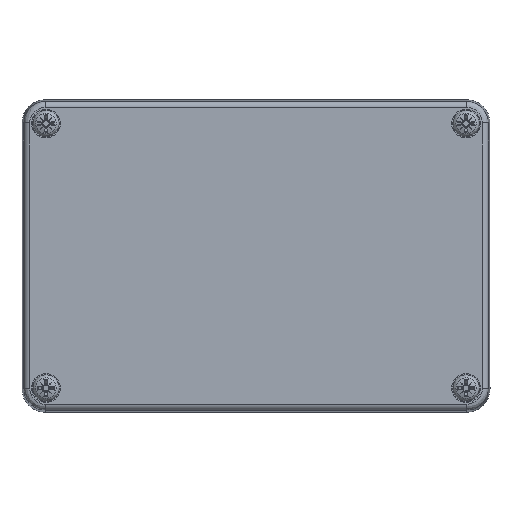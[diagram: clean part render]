
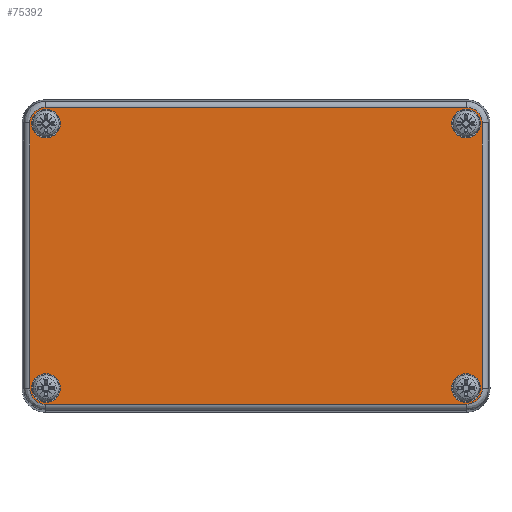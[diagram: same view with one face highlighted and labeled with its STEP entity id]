
A CAD part, top view. The second image highlights one B-rep face of the part: STEP entity #75392.
In plain terms, the highlighted planar face has unit normal (0, 0, 1).
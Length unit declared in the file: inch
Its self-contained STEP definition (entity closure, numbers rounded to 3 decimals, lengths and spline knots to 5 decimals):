
#705 = DIRECTION ( 'NONE',  ( -1., 0., 0. ) ) ;
#1358 = LINE ( 'NONE', #70506, #64111 ) ;
#2404 = DIRECTION ( 'NONE',  ( 0., 0., 1. ) ) ;
#2680 = DIRECTION ( 'NONE',  ( -1., 0., 0. ) ) ;
#2836 = DIRECTION ( 'NONE',  ( -1., 0., 0. ) ) ;
#3916 = ORIENTED_EDGE ( 'NONE', *, *, #43395, .F. ) ;
#5345 = AXIS2_PLACEMENT_3D ( 'NONE', #62612, #2404, #2680 ) ;
#8031 = CARTESIAN_POINT ( 'NONE',  ( 2.28946, -1.43679, 1.1811 ) ) ;
#9041 = ORIENTED_EDGE ( 'NONE', *, *, #61586, .F. ) ;
#9491 = LINE ( 'NONE', #66384, #12602 ) ;
#10313 = LINE ( 'NONE', #50510, #86663 ) ;
#10631 = EDGE_CURVE ( 'NONE', #47174, #42444, #51392, .T. ) ;
#11131 = CARTESIAN_POINT ( 'NONE',  ( 2.28946, 1.43679, 1.1811 ) ) ;
#11964 = EDGE_LOOP ( 'NONE', ( #52190 ) ) ;
#12280 = FACE_BOUND ( 'NONE', #31562, .T. ) ;
#12602 = VECTOR ( 'NONE', #47351, 39.37008 ) ;
#12976 = CARTESIAN_POINT ( 'NONE',  ( 2.12598, -1.33858, 1.1811 ) ) ;
#16757 = DIRECTION ( 'NONE',  ( 1., 0., 0. ) ) ;
#16902 = AXIS2_PLACEMENT_3D ( 'NONE', #47508, #86681, #705 ) ;
#17146 = EDGE_CURVE ( 'NONE', #47902, #78443, #9491, .T. ) ;
#17417 = VERTEX_POINT ( 'NONE', #41573 ) ;
#17735 = VERTEX_POINT ( 'NONE', #79956 ) ;
#18181 = CARTESIAN_POINT ( 'NONE',  ( 2.13189, 1.50206, 1.1811 ) ) ;
#18773 = CARTESIAN_POINT ( 'NONE',  ( 2.22419, 1.50206, 1.1811 ) ) ;
#19474 = CARTESIAN_POINT ( 'NONE',  ( -2.27165, -1.33858, 1.1811 ) ) ;
#19781 = CARTESIAN_POINT ( 'NONE',  ( 2.13189, -1.50206, 1.1811 ) ) ;
#20719 =( BOUNDED_CURVE ( )  B_SPLINE_CURVE ( 3, ( #28697, #35710, #82449, #29273 ),
 .UNSPECIFIED., .F., .T. ) 
 B_SPLINE_CURVE_WITH_KNOTS ( ( 4, 4 ),
 ( 0., 1. ),
 .UNSPECIFIED. ) 
 CURVE ( )  GEOMETRIC_REPRESENTATION_ITEM ( )  RATIONAL_B_SPLINE_CURVE ( ( 1., 0.805, 0.805, 1. ) ) 
 REPRESENTATION_ITEM ( '' )  );
#21241 = CARTESIAN_POINT ( 'NONE',  ( -2.28946, 1.43679, 1.1811 ) ) ;
#27003 = DIRECTION ( 'NONE',  ( 0., 0., 1. ) ) ;
#28697 = CARTESIAN_POINT ( 'NONE',  ( -2.13189, -1.50206, 1.1811 ) ) ;
#28888 = ORIENTED_EDGE ( 'NONE', *, *, #10631, .F. ) ;
#29273 = CARTESIAN_POINT ( 'NONE',  ( -2.28946, -1.34449, 1.1811 ) ) ;
#29387 = ORIENTED_EDGE ( 'NONE', *, *, #17146, .F. ) ;
#30419 = VERTEX_POINT ( 'NONE', #54982 ) ;
#30855 = EDGE_CURVE ( 'NONE', #30419, #41801, #74363, .T. ) ;
#31156 = ORIENTED_EDGE ( 'NONE', *, *, #65778, .F. ) ;
#31444 = EDGE_CURVE ( 'NONE', #68010, #68010, #58535, .T. ) ;
#31562 = EDGE_LOOP ( 'NONE', ( #31156 ) ) ;
#33382 = CIRCLE ( 'NONE', #5345, 0.14567 ) ;
#34397 = DIRECTION ( 'NONE',  ( -1., 0., 0. ) ) ;
#34447 = VERTEX_POINT ( 'NONE', #19474 ) ;
#34799 = DIRECTION ( 'NONE',  ( 0., 1., 0. ) ) ;
#34904 = CIRCLE ( 'NONE', #80430, 0.14567 ) ;
#35710 = CARTESIAN_POINT ( 'NONE',  ( -2.22419, -1.50206, 1.1811 ) ) ;
#37588 = VERTEX_POINT ( 'NONE', #59214 ) ;
#41033 = CARTESIAN_POINT ( 'NONE',  ( 2.22419, -1.50206, 1.1811 ) ) ;
#41361 = CARTESIAN_POINT ( 'NONE',  ( -2.22419, 1.50206, 1.1811 ) ) ;
#41573 = CARTESIAN_POINT ( 'NONE',  ( -2.13189, 1.50206, 1.1811 ) ) ;
#41655 = CARTESIAN_POINT ( 'NONE',  ( -2.28946, 1.34449, 1.1811 ) ) ;
#41801 = VERTEX_POINT ( 'NONE', #53132 ) ;
#42444 = VERTEX_POINT ( 'NONE', #48350 ) ;
#42546 = EDGE_CURVE ( 'NONE', #17417, #47174, #1358, .T. ) ;
#43395 = EDGE_CURVE ( 'NONE', #84262, #47902, #64620, .T. ) ;
#46294 = DIRECTION ( 'NONE',  ( -1., 0., 0. ) ) ;
#47174 = VERTEX_POINT ( 'NONE', #57629 ) ;
#47351 = DIRECTION ( 'NONE',  ( -1., 0., 0. ) ) ;
#47508 = CARTESIAN_POINT ( 'NONE',  ( 0., 0., 1.1811 ) ) ;
#47773 = ORIENTED_EDGE ( 'NONE', *, *, #55662, .F. ) ;
#47902 = VERTEX_POINT ( 'NONE', #19781 ) ;
#48207 = EDGE_LOOP ( 'NONE', ( #3916, #47773, #28888, #61871, #58441, #76996, #71831, #29387 ) ) ;
#48350 = CARTESIAN_POINT ( 'NONE',  ( 2.28946, 1.34449, 1.1811 ) ) ;
#48424 = CARTESIAN_POINT ( 'NONE',  ( 2.12598, 1.33858, 1.1811 ) ) ;
#50510 = CARTESIAN_POINT ( 'NONE',  ( 2.28946, 0., 1.1811 ) ) ;
#51392 =( BOUNDED_CURVE ( )  B_SPLINE_CURVE ( 3, ( #18181, #18773, #11131, #71685 ),
 .UNSPECIFIED., .F., .F. ) 
 B_SPLINE_CURVE_WITH_KNOTS ( ( 4, 4 ),
 ( 0., 1. ),
 .UNSPECIFIED. ) 
 CURVE ( )  GEOMETRIC_REPRESENTATION_ITEM ( )  RATIONAL_B_SPLINE_CURVE ( ( 1., 0.805, 0.805, 1. ) ) 
 REPRESENTATION_ITEM ( '' )  );
#52190 = ORIENTED_EDGE ( 'NONE', *, *, #72435, .F. ) ;
#53132 = CARTESIAN_POINT ( 'NONE',  ( -2.28946, 1.34449, 1.1811 ) ) ;
#53824 = CARTESIAN_POINT ( 'NONE',  ( -2.28946, 0., 1.1811 ) ) ;
#54982 = CARTESIAN_POINT ( 'NONE',  ( -2.28946, -1.34449, 1.1811 ) ) ;
#55662 = EDGE_CURVE ( 'NONE', #42444, #84262, #10313, .T. ) ;
#57620 = AXIS2_PLACEMENT_3D ( 'NONE', #76437, #82906, #2836 ) ;
#57629 = CARTESIAN_POINT ( 'NONE',  ( 2.13189, 1.50206, 1.1811 ) ) ;
#58441 = ORIENTED_EDGE ( 'NONE', *, *, #77187, .F. ) ;
#58535 = CIRCLE ( 'NONE', #75251, 0.14567 ) ;
#59214 = CARTESIAN_POINT ( 'NONE',  ( 1.98031, -1.33858, 1.1811 ) ) ;
#59477 = CARTESIAN_POINT ( 'NONE',  ( 2.28946, -1.34449, 1.1811 ) ) ;
#61090 = EDGE_LOOP ( 'NONE', ( #80276 ) ) ;
#61471 = FACE_BOUND ( 'NONE', #83102, .T. ) ;
#61581 =( BOUNDED_CURVE ( )  B_SPLINE_CURVE ( 3, ( #41655, #21241, #41361, #82549 ),
 .UNSPECIFIED., .F., .T. ) 
 B_SPLINE_CURVE_WITH_KNOTS ( ( 4, 4 ),
 ( 0., 1. ),
 .UNSPECIFIED. ) 
 CURVE ( )  GEOMETRIC_REPRESENTATION_ITEM ( )  RATIONAL_B_SPLINE_CURVE ( ( 1., 0.805, 0.805, 1. ) ) 
 REPRESENTATION_ITEM ( '' )  );
#61586 = EDGE_CURVE ( 'NONE', #34447, #34447, #64666, .T. ) ;
#61860 = DIRECTION ( 'NONE',  ( 0., 0., 1. ) ) ;
#61871 = ORIENTED_EDGE ( 'NONE', *, *, #42546, .F. ) ;
#62612 = CARTESIAN_POINT ( 'NONE',  ( -2.12598, 1.33858, 1.1811 ) ) ;
#64111 = VECTOR ( 'NONE', #16757, 39.37008 ) ;
#64620 =( BOUNDED_CURVE ( )  B_SPLINE_CURVE ( 3, ( #59477, #8031, #41033, #66837 ),
 .UNSPECIFIED., .F., .T. ) 
 B_SPLINE_CURVE_WITH_KNOTS ( ( 4, 4 ),
 ( 0., 1. ),
 .UNSPECIFIED. ) 
 CURVE ( )  GEOMETRIC_REPRESENTATION_ITEM ( )  RATIONAL_B_SPLINE_CURVE ( ( 1., 0.805, 0.805, 1. ) ) 
 REPRESENTATION_ITEM ( '' )  );
#64666 = CIRCLE ( 'NONE', #57620, 0.14567 ) ;
#65778 = EDGE_CURVE ( 'NONE', #37588, #37588, #34904, .T. ) ;
#66384 = CARTESIAN_POINT ( 'NONE',  ( 0., -1.50206, 1.1811 ) ) ;
#66837 = CARTESIAN_POINT ( 'NONE',  ( 2.13189, -1.50206, 1.1811 ) ) ;
#68010 = VERTEX_POINT ( 'NONE', #78194 ) ;
#68759 = FACE_BOUND ( 'NONE', #11964, .T. ) ;
#69167 = VECTOR ( 'NONE', #34799, 39.37008 ) ;
#70506 = CARTESIAN_POINT ( 'NONE',  ( 0., 1.50206, 1.1811 ) ) ;
#71685 = CARTESIAN_POINT ( 'NONE',  ( 2.28946, 1.34449, 1.1811 ) ) ;
#71831 = ORIENTED_EDGE ( 'NONE', *, *, #85263, .F. ) ;
#72435 = EDGE_CURVE ( 'NONE', #17735, #17735, #33382, .T. ) ;
#74138 = CARTESIAN_POINT ( 'NONE',  ( -2.13189, -1.50206, 1.1811 ) ) ;
#74363 = LINE ( 'NONE', #53824, #69167 ) ;
#74385 = PLANE ( 'NONE',  #16902 ) ;
#75251 = AXIS2_PLACEMENT_3D ( 'NONE', #48424, #61860, #34397 ) ;
#75392 = ADVANCED_FACE ( 'NONE', ( #61471, #68759, #84416, #12280, #83402 ), #74385, .F. ) ;
#76437 = CARTESIAN_POINT ( 'NONE',  ( -2.12598, -1.33858, 1.1811 ) ) ;
#76996 = ORIENTED_EDGE ( 'NONE', *, *, #30855, .F. ) ;
#77187 = EDGE_CURVE ( 'NONE', #41801, #17417, #61581, .T. ) ;
#78194 = CARTESIAN_POINT ( 'NONE',  ( 1.98031, 1.33858, 1.1811 ) ) ;
#78443 = VERTEX_POINT ( 'NONE', #74138 ) ;
#79956 = CARTESIAN_POINT ( 'NONE',  ( -2.27165, 1.33858, 1.1811 ) ) ;
#80276 = ORIENTED_EDGE ( 'NONE', *, *, #31444, .F. ) ;
#80430 = AXIS2_PLACEMENT_3D ( 'NONE', #12976, #27003, #46294 ) ;
#82066 = CARTESIAN_POINT ( 'NONE',  ( 2.28946, -1.34449, 1.1811 ) ) ;
#82449 = CARTESIAN_POINT ( 'NONE',  ( -2.28946, -1.43679, 1.1811 ) ) ;
#82549 = CARTESIAN_POINT ( 'NONE',  ( -2.13189, 1.50206, 1.1811 ) ) ;
#82906 = DIRECTION ( 'NONE',  ( 0., 0., 1. ) ) ;
#83102 = EDGE_LOOP ( 'NONE', ( #9041 ) ) ;
#83402 = FACE_OUTER_BOUND ( 'NONE', #48207, .T. ) ;
#84262 = VERTEX_POINT ( 'NONE', #82066 ) ;
#84369 = DIRECTION ( 'NONE',  ( 0., -1., 0. ) ) ;
#84416 = FACE_BOUND ( 'NONE', #61090, .T. ) ;
#85263 = EDGE_CURVE ( 'NONE', #78443, #30419, #20719, .T. ) ;
#86663 = VECTOR ( 'NONE', #84369, 39.37008 ) ;
#86681 = DIRECTION ( 'NONE',  ( 0., 0., -1. ) ) ;
